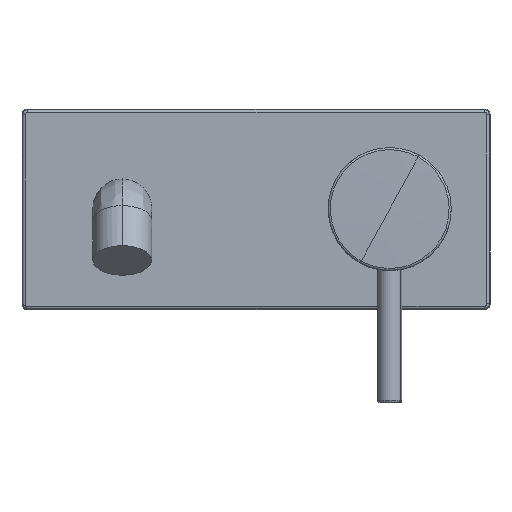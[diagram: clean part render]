
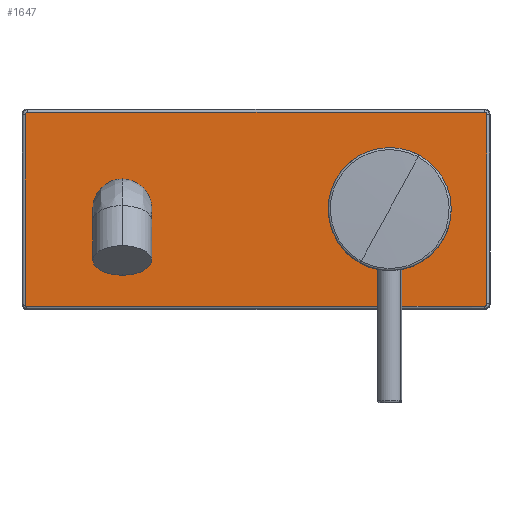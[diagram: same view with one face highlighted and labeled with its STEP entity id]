
A CAD part, top view. The second image highlights one B-rep face of the part: STEP entity #1647.
In plain terms, the highlighted planar face has unit normal (0, 0, 1).
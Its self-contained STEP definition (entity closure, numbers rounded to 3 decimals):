
#2 = CIRCLE ( 'NONE', #973, 11. ) ;
#4 = CARTESIAN_POINT ( 'NONE',  ( 0., 0., 0. ) ) ;
#75 = CARTESIAN_POINT ( 'NONE',  ( -11.027, -20.184, 0. ) ) ;
#102 = ORIENTED_EDGE ( 'NONE', *, *, #482, .F. ) ;
#120 = B_SPLINE_CURVE_WITH_KNOTS ( 'NONE', 3,
 ( #2248, #2169, #2162, #2146, #2129, #2117, #2102, #2092, #2075, #2068 ),
 .UNSPECIFIED., .F., .F.,
 ( 4, 2, 2, 2, 4 ),
 ( 0., 0.25, 0.5, 0.75, 1. ),
 .UNSPECIFIED. ) ;
#168 = ORIENTED_EDGE ( 'NONE', *, *, #882, .T. ) ;
#313 = VERTEX_POINT ( 'NONE', #2205 ) ;
#314 = DIRECTION ( 'NONE',  ( 0., 1., 0. ) ) ;
#329 = DIRECTION ( 'NONE',  ( -1., 0., 0. ) ) ;
#336 = AXIS2_PLACEMENT_3D ( 'NONE', #1021, #1016, #1010 ) ;
#361 = CARTESIAN_POINT ( 'NONE',  ( 36.308, 0., 0. ) ) ;
#382 = VERTEX_POINT ( 'NONE', #1975 ) ;
#402 = ORIENTED_EDGE ( 'NONE', *, *, #2139, .F. ) ;
#449 = EDGE_CURVE ( 'NONE', #1642, #1646, #944, .T. ) ;
#475 = ORIENTED_EDGE ( 'NONE', *, *, #2071, .T. ) ;
#482 = EDGE_CURVE ( 'NONE', #313, #1158, #2, .T. ) ;
#540 = CARTESIAN_POINT ( 'NONE',  ( 35.308, 36.308, 0. ) ) ;
#582 = VERTEX_POINT ( 'NONE', #1152 ) ;
#591 = EDGE_CURVE ( 'NONE', #1158, #313, #2285, .T. ) ;
#635 = ORIENTED_EDGE ( 'NONE', *, *, #1401, .T. ) ;
#653 = DIRECTION ( 'NONE',  ( 1., 0., 0. ) ) ;
#658 = CARTESIAN_POINT ( 'NONE',  ( -100., 11., 0. ) ) ;
#674 = CARTESIAN_POINT ( 'NONE',  ( 11.027, 20.184, 0. ) ) ;
#717 = CARTESIAN_POINT ( 'NONE',  ( -135.813, 36.181, 0. ) ) ;
#737 = CARTESIAN_POINT ( 'NONE',  ( -135.308, 36.308, 0. ) ) ;
#753 = VERTEX_POINT ( 'NONE', #75 ) ;
#783 = EDGE_CURVE ( 'NONE', #753, #2012, #2294, .T. ) ;
#812 = ORIENTED_EDGE ( 'NONE', *, *, #1959, .T. ) ;
#816 = ORIENTED_EDGE ( 'NONE', *, *, #591, .F. ) ;
#882 = EDGE_CURVE ( 'NONE', #582, #382, #2223, .T. ) ;
#893 = CARTESIAN_POINT ( 'NONE',  ( -136.308, 35.441, 0. ) ) ;
#939 = AXIS2_PLACEMENT_3D ( 'NONE', #1751, #1735, #1605 ) ;
#944 = B_SPLINE_CURVE_WITH_KNOTS ( 'NONE', 3,
 ( #1831, #1779, #1774, #1770, #1768, #1765, #1758, #1753, #1742, #1736 ),
 .UNSPECIFIED., .F., .F.,
 ( 4, 2, 2, 2, 4 ),
 ( 0., 0.25, 0.5, 0.75, 1. ),
 .UNSPECIFIED. ) ;
#945 = VERTEX_POINT ( 'NONE', #1737 ) ;
#973 = AXIS2_PLACEMENT_3D ( 'NONE', #1672, #1664, #1655 ) ;
#981 = CARTESIAN_POINT ( 'NONE',  ( -136.308, 35.308, 0. ) ) ;
#985 = CARTESIAN_POINT ( 'NONE',  ( -136.109, 35.922, 0. ) ) ;
#1010 = DIRECTION ( 'NONE',  ( 1., 0., 0. ) ) ;
#1016 = DIRECTION ( 'NONE',  ( 0., 0., 1. ) ) ;
#1021 = CARTESIAN_POINT ( 'NONE',  ( -100., 0., 0. ) ) ;
#1089 = CARTESIAN_POINT ( 'NONE',  ( 0., -36.308, 0. ) ) ;
#1111 = EDGE_LOOP ( 'NONE', ( #102, #816 ) ) ;
#1130 = VERTEX_POINT ( 'NONE', #540 ) ;
#1134 = CARTESIAN_POINT ( 'NONE',  ( -136.282, 35.568, 0. ) ) ;
#1152 = CARTESIAN_POINT ( 'NONE',  ( -135.308, 36.308, 0. ) ) ;
#1158 = VERTEX_POINT ( 'NONE', #658 ) ;
#1255 = VECTOR ( 'NONE', #329, 1000. ) ;
#1281 = CARTESIAN_POINT ( 'NONE',  ( -135.568, 36.282, 0. ) ) ;
#1349 = LINE ( 'NONE', #1503, #1255 ) ;
#1395 = DIRECTION ( 'NONE',  ( 0., -1., 0. ) ) ;
#1401 = EDGE_CURVE ( 'NONE', #1984, #1642, #1927, .T. ) ;
#1418 = VECTOR ( 'NONE', #1395, 1000. ) ;
#1444 = EDGE_LOOP ( 'NONE', ( #168, #475, #635, #1504, #1628, #812, #1727 ) ) ;
#1450 = LINE ( 'NONE', #2304, #1418 ) ;
#1455 = CIRCLE ( 'NONE', #939, 23. ) ;
#1503 = CARTESIAN_POINT ( 'NONE',  ( 0., 36.308, 0. ) ) ;
#1504 = ORIENTED_EDGE ( 'NONE', *, *, #449, .T. ) ;
#1509 = CARTESIAN_POINT ( 'NONE',  ( -135.921, 36.108, 0. ) ) ;
#1551 = EDGE_CURVE ( 'NONE', #1646, #945, #1815, .T. ) ;
#1552 = ORIENTED_EDGE ( 'NONE', *, *, #783, .F. ) ;
#1580 = CARTESIAN_POINT ( 'NONE',  ( -135.44, 36.308, 0. ) ) ;
#1605 = DIRECTION ( 'NONE',  ( 1., 0., 0. ) ) ;
#1628 = ORIENTED_EDGE ( 'NONE', *, *, #1551, .T. ) ;
#1642 = VERTEX_POINT ( 'NONE', #2356 ) ;
#1646 = VERTEX_POINT ( 'NONE', #2346 ) ;
#1647 = ADVANCED_FACE ( 'NONE', ( #1734, #1692, #1728 ), #2315, .T. ) ;
#1649 = AXIS2_PLACEMENT_3D ( 'NONE', #2363, #2381, #2300 ) ;
#1655 = DIRECTION ( 'NONE',  ( 1., 0., 0. ) ) ;
#1664 = DIRECTION ( 'NONE',  ( 0., 0., 1. ) ) ;
#1672 = CARTESIAN_POINT ( 'NONE',  ( -100., 0., 0. ) ) ;
#1692 = FACE_BOUND ( 'NONE', #1814, .T. ) ;
#1727 = ORIENTED_EDGE ( 'NONE', *, *, #2329, .T. ) ;
#1728 = FACE_OUTER_BOUND ( 'NONE', #1444, .T. ) ;
#1730 = CARTESIAN_POINT ( 'NONE',  ( -136.181, 35.813, 0. ) ) ;
#1734 = FACE_BOUND ( 'NONE', #1111, .T. ) ;
#1735 = DIRECTION ( 'NONE',  ( 0., 0., 1. ) ) ;
#1736 = CARTESIAN_POINT ( 'NONE',  ( 36.308, -35.308, 0. ) ) ;
#1737 = CARTESIAN_POINT ( 'NONE',  ( 36.308, 35.308, 0. ) ) ;
#1742 = CARTESIAN_POINT ( 'NONE',  ( 36.308, -35.441, 0. ) ) ;
#1751 = CARTESIAN_POINT ( 'NONE',  ( 0., 0., 0. ) ) ;
#1753 = CARTESIAN_POINT ( 'NONE',  ( 36.282, -35.568, 0. ) ) ;
#1758 = CARTESIAN_POINT ( 'NONE',  ( 36.181, -35.813, 0. ) ) ;
#1765 = CARTESIAN_POINT ( 'NONE',  ( 36.109, -35.922, 0. ) ) ;
#1768 = CARTESIAN_POINT ( 'NONE',  ( 35.921, -36.108, 0. ) ) ;
#1770 = CARTESIAN_POINT ( 'NONE',  ( 35.813, -36.181, 0. ) ) ;
#1774 = CARTESIAN_POINT ( 'NONE',  ( 35.568, -36.282, 0. ) ) ;
#1779 = CARTESIAN_POINT ( 'NONE',  ( 35.44, -36.308, 0. ) ) ;
#1809 = CARTESIAN_POINT ( 'NONE',  ( -136.308, -36.308, 0. ) ) ;
#1814 = EDGE_LOOP ( 'NONE', ( #1552, #402 ) ) ;
#1815 = LINE ( 'NONE', #361, #1848 ) ;
#1831 = CARTESIAN_POINT ( 'NONE',  ( 35.308, -36.308, 0. ) ) ;
#1848 = VECTOR ( 'NONE', #314, 1000. ) ;
#1898 = DIRECTION ( 'NONE',  ( 1., 0., 0. ) ) ;
#1906 = VECTOR ( 'NONE', #1898, 1000. ) ;
#1927 = LINE ( 'NONE', #1089, #1906 ) ;
#1930 = DIRECTION ( 'NONE',  ( 0., 0., 1. ) ) ;
#1959 = EDGE_CURVE ( 'NONE', #945, #1130, #120, .T. ) ;
#1975 = CARTESIAN_POINT ( 'NONE',  ( -136.308, 35.308, 0. ) ) ;
#1984 = VERTEX_POINT ( 'NONE', #1809 ) ;
#2012 = VERTEX_POINT ( 'NONE', #674 ) ;
#2068 = CARTESIAN_POINT ( 'NONE',  ( 35.308, 36.308, 0. ) ) ;
#2071 = EDGE_CURVE ( 'NONE', #382, #1984, #1450, .T. ) ;
#2075 = CARTESIAN_POINT ( 'NONE',  ( 35.441, 36.308, 0. ) ) ;
#2092 = CARTESIAN_POINT ( 'NONE',  ( 35.568, 36.282, 0. ) ) ;
#2102 = CARTESIAN_POINT ( 'NONE',  ( 35.813, 36.181, 0. ) ) ;
#2117 = CARTESIAN_POINT ( 'NONE',  ( 35.922, 36.109, 0. ) ) ;
#2129 = CARTESIAN_POINT ( 'NONE',  ( 36.108, 35.921, 0. ) ) ;
#2139 = EDGE_CURVE ( 'NONE', #2012, #753, #1455, .T. ) ;
#2146 = CARTESIAN_POINT ( 'NONE',  ( 36.181, 35.813, 0. ) ) ;
#2151 = AXIS2_PLACEMENT_3D ( 'NONE', #4, #1930, #653 ) ;
#2162 = CARTESIAN_POINT ( 'NONE',  ( 36.282, 35.568, 0. ) ) ;
#2169 = CARTESIAN_POINT ( 'NONE',  ( 36.308, 35.44, 0. ) ) ;
#2205 = CARTESIAN_POINT ( 'NONE',  ( -100., -11., 0. ) ) ;
#2223 = B_SPLINE_CURVE_WITH_KNOTS ( 'NONE', 3,
 ( #737, #1580, #1281, #717, #1509, #985, #1730, #1134, #893, #981 ),
 .UNSPECIFIED., .F., .F.,
 ( 4, 2, 2, 2, 4 ),
 ( 0., 0.25, 0.5, 0.75, 1. ),
 .UNSPECIFIED. ) ;
#2248 = CARTESIAN_POINT ( 'NONE',  ( 36.308, 35.308, 0. ) ) ;
#2285 = CIRCLE ( 'NONE', #336, 11. ) ;
#2294 = CIRCLE ( 'NONE', #2151, 23. ) ;
#2300 = DIRECTION ( 'NONE',  ( 0., -1., 0. ) ) ;
#2304 = CARTESIAN_POINT ( 'NONE',  ( -136.308, 0., 0. ) ) ;
#2315 = PLANE ( 'NONE',  #1649 ) ;
#2329 = EDGE_CURVE ( 'NONE', #1130, #582, #1349, .T. ) ;
#2346 = CARTESIAN_POINT ( 'NONE',  ( 36.308, -35.308, 0. ) ) ;
#2356 = CARTESIAN_POINT ( 'NONE',  ( 35.308, -36.308, 0. ) ) ;
#2363 = CARTESIAN_POINT ( 'NONE',  ( 0., 0., 0. ) ) ;
#2381 = DIRECTION ( 'NONE',  ( 0., 0., 1. ) ) ;
